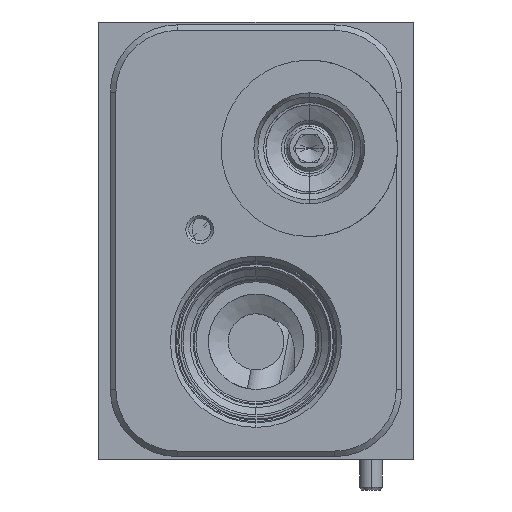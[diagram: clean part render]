
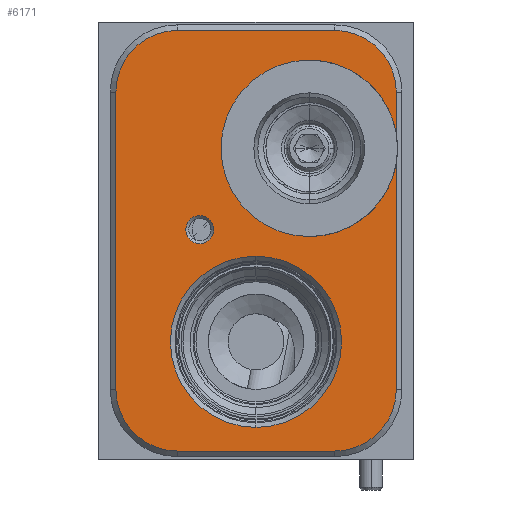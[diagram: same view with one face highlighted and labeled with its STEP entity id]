
A CAD part, left-side view. The second image highlights one B-rep face of the part: STEP entity #6171.
In plain terms, the highlighted planar face has unit normal (-1, 0, 0).
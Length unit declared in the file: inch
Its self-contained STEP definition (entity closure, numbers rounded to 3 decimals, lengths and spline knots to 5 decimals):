
#1367=CARTESIAN_POINT('',(0.,-1.657,1.8167));
#1371=CARTESIAN_POINT('',(0.,-1.657,1.6513));
#1373=DIRECTION('',(0.,0.,-1.));
#1374=VECTOR('',#1373,0.2303);
#1375=CARTESIAN_POINT('',(0.,-1.657,2.047));
#1376=LINE('',#1375,#1374);
#1385=DIRECTION('',(0.,0.,-1.));
#1386=VECTOR('',#1385,1.2603);
#1387=CARTESIAN_POINT('',(0.,-1.657,1.6513));
#1388=LINE('',#1387,#1386);
#1389=CARTESIAN_POINT('',(0.,-0.875,0.656));
#1390=DIRECTION('',(1.,0.,0.));
#1391=DIRECTION('',(0.,0.,-1.));
#1392=AXIS2_PLACEMENT_3D('',#1389,#1390,#1391);
#1394=CARTESIAN_POINT('',(0.,-0.875,0.656));
#1395=DIRECTION('',(1.,0.,0.));
#1396=DIRECTION('',(0.,0.,1.));
#1397=AXIS2_PLACEMENT_3D('',#1394,#1395,#1396);
#1399=CARTESIAN_POINT('',(0.,-0.562,1.281));
#1400=DIRECTION('',(1.,0.,0.));
#1401=DIRECTION('',(0.,0.643,-0.766));
#1402=AXIS2_PLACEMENT_3D('',#1399,#1400,#1401);
#1404=CARTESIAN_POINT('',(0.,-0.562,1.281));
#1405=DIRECTION('',(1.,0.,0.));
#1406=DIRECTION('',(0.,-0.643,0.766));
#1407=AXIS2_PLACEMENT_3D('',#1404,#1405,#1406);
#1409=CARTESIAN_POINT('',(0.,-1.172,1.734));
#1410=DIRECTION('',(1.,0.,0.));
#1411=DIRECTION('',(0.,0.,1.));
#1412=AXIS2_PLACEMENT_3D('',#1409,#1410,#1411);
#1414=CARTESIAN_POINT('',(0.,-1.172,1.734));
#1415=DIRECTION('',(1.,0.,0.));
#1416=DIRECTION('',(0.,0.,-1.));
#1417=AXIS2_PLACEMENT_3D('',#1414,#1415,#1416);
#1419=CARTESIAN_POINT('',(0.,-1.172,1.734));
#1420=DIRECTION('',(1.,0.,0.));
#1421=DIRECTION('',(0.,-0.986,-0.168));
#1422=AXIS2_PLACEMENT_3D('',#1419,#1420,#1421);
#3801=CARTESIAN_POINT('',(0.,-1.313,2.047));
#3802=DIRECTION('',(1.,0.,0.));
#3803=DIRECTION('',(0.,0.,1.));
#3804=AXIS2_PLACEMENT_3D('',#3801,#3802,#3803);
#3815=DIRECTION('',(0.,-1.,0.));
#3816=VECTOR('',#3815,0.875);
#3817=CARTESIAN_POINT('',(0.,-0.438,2.391));
#3818=LINE('',#3817,#3816);
#3827=CARTESIAN_POINT('',(0.,-0.438,2.047));
#3828=DIRECTION('',(1.,0.,0.));
#3829=DIRECTION('',(0.,1.,0.));
#3830=AXIS2_PLACEMENT_3D('',#3827,#3828,#3829);
#3841=DIRECTION('',(0.,0.,1.));
#3842=VECTOR('',#3841,1.656);
#3843=CARTESIAN_POINT('',(0.,-0.094,0.391));
#3844=LINE('',#3843,#3842);
#3853=CARTESIAN_POINT('',(0.,-0.438,0.391));
#3854=DIRECTION('',(1.,0.,0.));
#3855=DIRECTION('',(0.,0.,-1.));
#3856=AXIS2_PLACEMENT_3D('',#3853,#3854,#3855);
#3867=DIRECTION('',(0.,1.,0.));
#3868=VECTOR('',#3867,0.875);
#3869=CARTESIAN_POINT('',(0.,-1.313,0.047));
#3870=LINE('',#3869,#3868);
#3875=CARTESIAN_POINT('',(0.,-1.313,0.391));
#3876=DIRECTION('',(1.,0.,0.));
#3877=DIRECTION('',(0.,-1.,0.));
#3878=AXIS2_PLACEMENT_3D('',#3875,#3876,#3877);
#4570=CARTESIAN_POINT('',(0.,-0.875,0.179));
#4571=CARTESIAN_POINT('',(0.,-0.875,1.133));
#4572=VERTEX_POINT('',#4570);
#4573=VERTEX_POINT('',#4571);
#4612=CARTESIAN_POINT('',(0.,-1.172,1.242));
#4614=VERTEX_POINT('',#4612);
#4616=CARTESIAN_POINT('',(0.,-1.172,2.226));
#4618=VERTEX_POINT('',#4616);
#4680=CARTESIAN_POINT('',(0.,-0.51186,1.22125));
#4681=CARTESIAN_POINT('',(0.,-0.61214,1.34075));
#4682=VERTEX_POINT('',#4680);
#4683=VERTEX_POINT('',#4681);
#4723=CARTESIAN_POINT('',(0.,-1.313,0.047));
#4724=CARTESIAN_POINT('',(0.,-0.438,0.047));
#4725=VERTEX_POINT('',#4723);
#4726=VERTEX_POINT('',#4724);
#4731=CARTESIAN_POINT('',(0.,-0.094,0.391));
#4732=VERTEX_POINT('',#4731);
#4735=CARTESIAN_POINT('',(0.,-0.094,2.047));
#4736=VERTEX_POINT('',#4735);
#4739=CARTESIAN_POINT('',(0.,-0.438,2.391));
#4740=VERTEX_POINT('',#4739);
#4743=CARTESIAN_POINT('',(0.,-1.313,2.391));
#4744=VERTEX_POINT('',#4743);
#4747=CARTESIAN_POINT('',(0.,-1.657,2.047));
#4748=VERTEX_POINT('',#4747);
#4753=CARTESIAN_POINT('',(0.,-1.657,0.391));
#4754=VERTEX_POINT('',#4753);
#4755=VERTEX_POINT('',#1367);
#4756=VERTEX_POINT('',#1371);
#6132=CARTESIAN_POINT('',(0.,0.,0.));
#6133=DIRECTION('',(-1.,0.,0.));
#6134=DIRECTION('',(0.,-1.,0.));
#6135=AXIS2_PLACEMENT_3D('',#6132,#6133,#6134);
#6136=PLANE('',#6135);
#6137=ORIENTED_EDGE('',*,*,#6108,.F.);
#6139=ORIENTED_EDGE('',*,*,#6138,.F.);
#6140=ORIENTED_EDGE('',*,*,#6101,.F.);
#6141=ORIENTED_EDGE('',*,*,#6127,.T.);
#6143=ORIENTED_EDGE('',*,*,#6142,.T.);
#6145=ORIENTED_EDGE('',*,*,#6144,.T.);
#6147=ORIENTED_EDGE('',*,*,#6146,.T.);
#6149=ORIENTED_EDGE('',*,*,#6148,.T.);
#6151=ORIENTED_EDGE('',*,*,#6150,.T.);
#6153=ORIENTED_EDGE('',*,*,#6152,.T.);
#6155=ORIENTED_EDGE('',*,*,#6154,.T.);
#6156=ORIENTED_EDGE('',*,*,#6119,.T.);
#6157=EDGE_LOOP('',(#6137,#6139,#6140,#6141,#6143,#6145,#6147,#6149,#6151,#6153,
#6155,#6156));
#6158=FACE_OUTER_BOUND('',#6157,.F.);
#6160=ORIENTED_EDGE('',*,*,#6159,.F.);
#6162=ORIENTED_EDGE('',*,*,#6161,.F.);
#6163=EDGE_LOOP('',(#6160,#6162));
#6164=FACE_BOUND('',#6163,.F.);
#6166=ORIENTED_EDGE('',*,*,#6165,.F.);
#6168=ORIENTED_EDGE('',*,*,#6167,.F.);
#6169=EDGE_LOOP('',(#6166,#6168));
#6170=FACE_BOUND('',#6169,.F.);
#6171=ADVANCED_FACE('',(#6158,#6164,#6170),#6136,.T.);
#1393=CIRCLE('',#1392,0.477);
#1398=CIRCLE('',#1397,0.477);
#1403=CIRCLE('',#1402,0.078);
#1408=CIRCLE('',#1407,0.078);
#1413=CIRCLE('',#1412,0.492);
#1418=CIRCLE('',#1417,0.492);
#1423=CIRCLE('',#1422,0.492);
#3805=CIRCLE('',#3804,0.344);
#3831=CIRCLE('',#3830,0.344);
#3857=CIRCLE('',#3856,0.344);
#3879=CIRCLE('',#3878,0.344);
#6101=EDGE_CURVE('',#4756,#4614,#1423,.T.);
#6108=EDGE_CURVE('',#4618,#4755,#1413,.T.);
#6119=EDGE_CURVE('',#4748,#4755,#1376,.T.);
#6127=EDGE_CURVE('',#4756,#4754,#1388,.T.);
#6138=EDGE_CURVE('',#4614,#4618,#1418,.T.);
#6142=EDGE_CURVE('',#4754,#4725,#3879,.T.);
#6144=EDGE_CURVE('',#4725,#4726,#3870,.T.);
#6146=EDGE_CURVE('',#4726,#4732,#3857,.T.);
#6148=EDGE_CURVE('',#4732,#4736,#3844,.T.);
#6150=EDGE_CURVE('',#4736,#4740,#3831,.T.);
#6152=EDGE_CURVE('',#4740,#4744,#3818,.T.);
#6154=EDGE_CURVE('',#4744,#4748,#3805,.T.);
#6159=EDGE_CURVE('',#4682,#4683,#1403,.T.);
#6161=EDGE_CURVE('',#4683,#4682,#1408,.T.);
#6165=EDGE_CURVE('',#4572,#4573,#1393,.T.);
#6167=EDGE_CURVE('',#4573,#4572,#1398,.T.);
